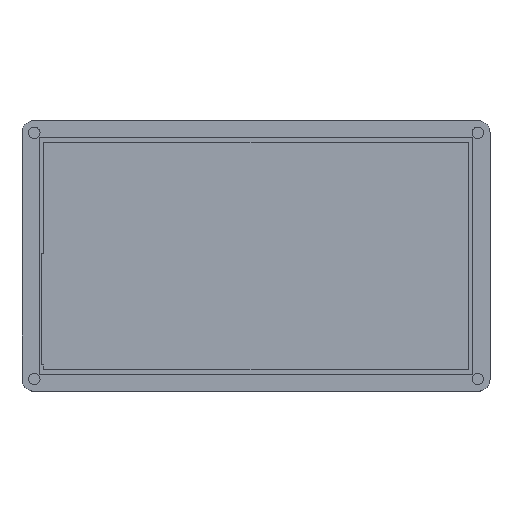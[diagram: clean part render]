
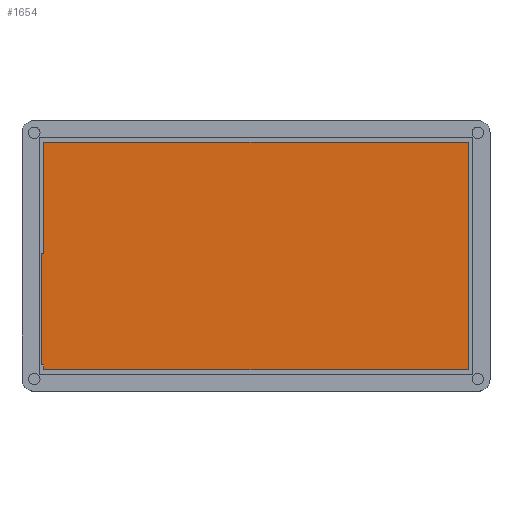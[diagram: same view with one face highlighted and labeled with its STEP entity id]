
A CAD part, top view. The second image highlights one B-rep face of the part: STEP entity #1654.
In plain terms, the highlighted planar face has unit normal (0, 0, 1).
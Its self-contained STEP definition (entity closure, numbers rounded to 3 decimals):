
#1566 = EDGE_CURVE('',#1567,#1569,#1571,.T.);
#1567 = VERTEX_POINT('',#1568);
#1568 = CARTESIAN_POINT('',(-35.203,19.195,-10.2));
#1569 = VERTEX_POINT('',#1570);
#1570 = CARTESIAN_POINT('',(-35.203,-19.205,-10.2));
#1571 = LINE('',#1572,#1573);
#1572 = CARTESIAN_POINT('',(-35.203,19.195,-10.2));
#1573 = VECTOR('',#1574,1.);
#1574 = DIRECTION('',(0.,-1.,0.));
#1654 = ADVANCED_FACE('',(#1655),#1680,.T.);
#1655 = FACE_BOUND('',#1656,.T.);
#1656 = EDGE_LOOP('',(#1657,#1665,#1673,#1679));
#1657 = ORIENTED_EDGE('',*,*,#1658,.T.);
#1658 = EDGE_CURVE('',#1569,#1659,#1661,.T.);
#1659 = VERTEX_POINT('',#1660);
#1660 = CARTESIAN_POINT('',(35.203,-19.205,-10.2));
#1661 = LINE('',#1662,#1663);
#1662 = CARTESIAN_POINT('',(-35.203,-19.205,-10.2));
#1663 = VECTOR('',#1664,1.);
#1664 = DIRECTION('',(1.,0.,0.));
#1665 = ORIENTED_EDGE('',*,*,#1666,.T.);
#1666 = EDGE_CURVE('',#1659,#1667,#1669,.T.);
#1667 = VERTEX_POINT('',#1668);
#1668 = CARTESIAN_POINT('',(35.203,19.195,-10.2));
#1669 = LINE('',#1670,#1671);
#1670 = CARTESIAN_POINT('',(35.203,-19.205,-10.2));
#1671 = VECTOR('',#1672,1.);
#1672 = DIRECTION('',(0.,1.,0.));
#1673 = ORIENTED_EDGE('',*,*,#1674,.T.);
#1674 = EDGE_CURVE('',#1667,#1567,#1675,.T.);
#1675 = LINE('',#1676,#1677);
#1676 = CARTESIAN_POINT('',(35.203,19.195,-10.2));
#1677 = VECTOR('',#1678,1.);
#1678 = DIRECTION('',(-1.,0.,0.));
#1679 = ORIENTED_EDGE('',*,*,#1566,.T.);
#1680 = PLANE('',#1681);
#1681 = AXIS2_PLACEMENT_3D('',#1682,#1683,#1684);
#1682 = CARTESIAN_POINT('',(-0.002,-0.003,
    -10.2));
#1683 = DIRECTION('',(0.,0.,1.));
#1684 = DIRECTION('',(1.,0.,0.));
